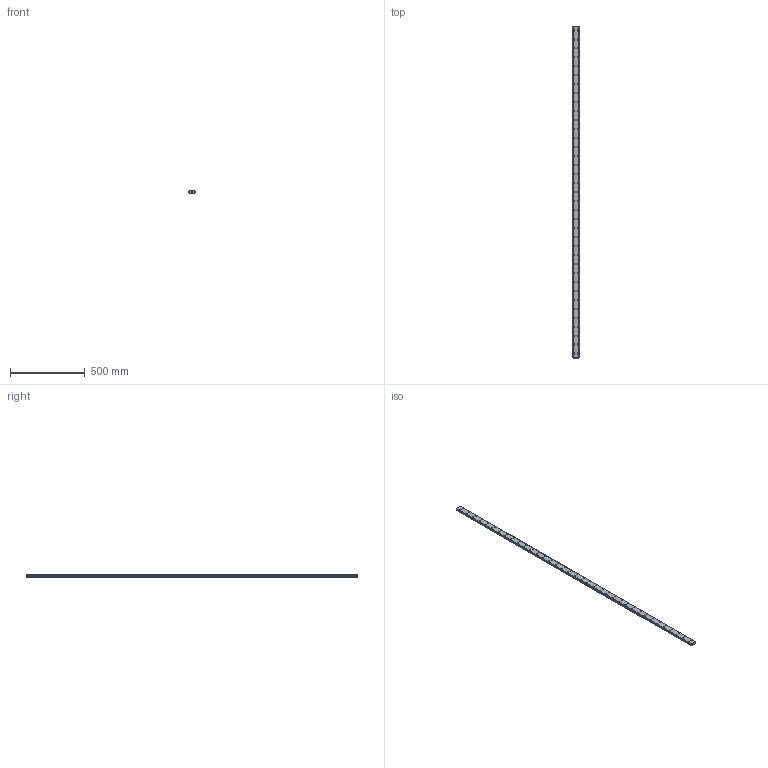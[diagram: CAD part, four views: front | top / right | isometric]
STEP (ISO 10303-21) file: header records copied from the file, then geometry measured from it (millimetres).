
FILE_DESCRIPTION(('STEP AP214'),'1');
FILE_NAME('cctmp_AD736946-FA64-41BD-ACF8-B92425BDC560_2021_03_05_15_08_19_0635..stp','2021-03-05T14:08:19',('HIWIN GmbH'),('CADClick - www.CADClick.com'),'Spatial InterOp 3D',' ','unknown authorization');
FILE_SCHEMA(('AUTOMOTIVE_DESIGN'));
Length unit declared in the file: millimetre
Products named in the file (1): WER27R2220H_FILE
Bounding box: 42 x 2220 x 15 mm (x, y, z)
Volume: 1292166.7 mm3; surface area: 279556.2 mm2
Topology: 1 solids, 1 shells, 769 faces, 1623 edges, 1082 vertices
Faces by surface type: cylinder 462, plane 307
Entity records: 27237 total; most frequent: DIRECTION 4087, CARTESIAN_POINT 3475, ORIENTED_EDGE 3246, AXIS2_PLACEMENT_3D 1694, EDGE_CURVE 1623, VERTEX_POINT 1082, EDGE_LOOP 995, CIRCLE 924
